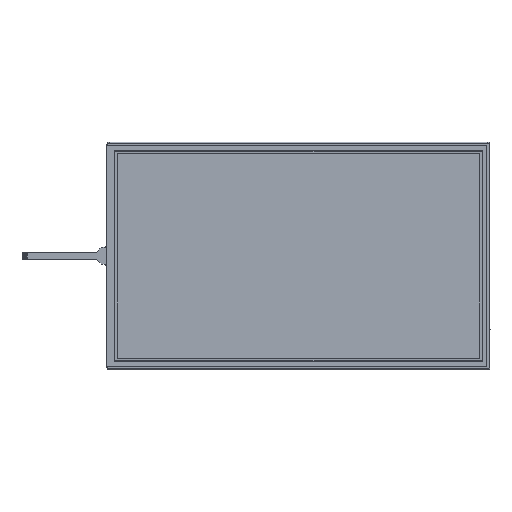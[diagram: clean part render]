
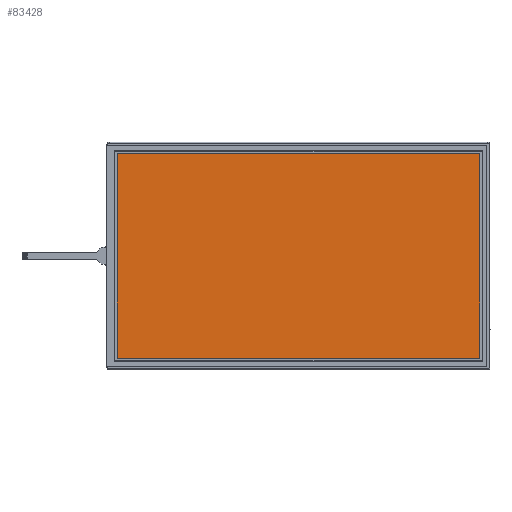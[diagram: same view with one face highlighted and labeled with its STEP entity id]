
A CAD part, top view. The second image highlights one B-rep face of the part: STEP entity #83428.
In plain terms, the highlighted planar face has unit normal (0, 0, 1).
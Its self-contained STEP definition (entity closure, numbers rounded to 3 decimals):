
#5860=FACE_OUTER_BOUND('',#10473,.T.);
#10473=EDGE_LOOP('',(#54844,#54845,#54846,#54847));
#15412=LINE('',#120274,#24607);
#15413=LINE('',#120276,#24608);
#15414=LINE('',#120278,#24609);
#15415=LINE('',#120279,#24610);
#24607=VECTOR('',#95788,10.);
#24608=VECTOR('',#95789,10.);
#24609=VECTOR('',#95790,10.);
#24610=VECTOR('',#95791,10.);
#33802=VERTEX_POINT('',#120272);
#33803=VERTEX_POINT('',#120273);
#33804=VERTEX_POINT('',#120275);
#33805=VERTEX_POINT('',#120277);
#41922=EDGE_CURVE('',#33802,#33803,#15412,.T.);
#41923=EDGE_CURVE('',#33803,#33804,#15413,.T.);
#41924=EDGE_CURVE('',#33804,#33805,#15414,.T.);
#41925=EDGE_CURVE('',#33805,#33802,#15415,.T.);
#54844=ORIENTED_EDGE('',*,*,#41922,.T.);
#54845=ORIENTED_EDGE('',*,*,#41923,.T.);
#54846=ORIENTED_EDGE('',*,*,#41924,.T.);
#54847=ORIENTED_EDGE('',*,*,#41925,.T.);
#80635=PLANE('',#88063);
#83428=ADVANCED_FACE('',(#5860),#80635,.T.);
#88063=AXIS2_PLACEMENT_3D('',#120271,#95786,#95787);
#95786=DIRECTION('center_axis',(0.,0.,1.));
#95787=DIRECTION('ref_axis',(1.,0.,0.));
#95788=DIRECTION('',(-1.,0.,0.));
#95789=DIRECTION('',(0.,-1.,0.));
#95790=DIRECTION('',(1.,0.,0.));
#95791=DIRECTION('',(0.,1.,0.));
#120271=CARTESIAN_POINT('Origin',(-1.875,0.,
0.));
#120272=CARTESIAN_POINT('',(172.365,97.02,0.));
#120273=CARTESIAN_POINT('',(-172.365,97.02,0.));
#120274=CARTESIAN_POINT('',(85.245,97.02,0.));
#120275=CARTESIAN_POINT('',(-172.365,-97.02,0.));
#120276=CARTESIAN_POINT('',(-172.365,48.51,0.));
#120277=CARTESIAN_POINT('',(172.365,-97.02,0.));
#120278=CARTESIAN_POINT('',(-87.12,-97.02,0.));
#120279=CARTESIAN_POINT('',(172.365,-48.51,0.));
